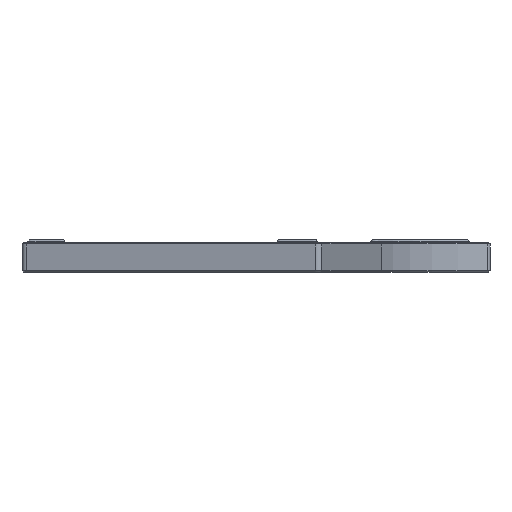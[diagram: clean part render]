
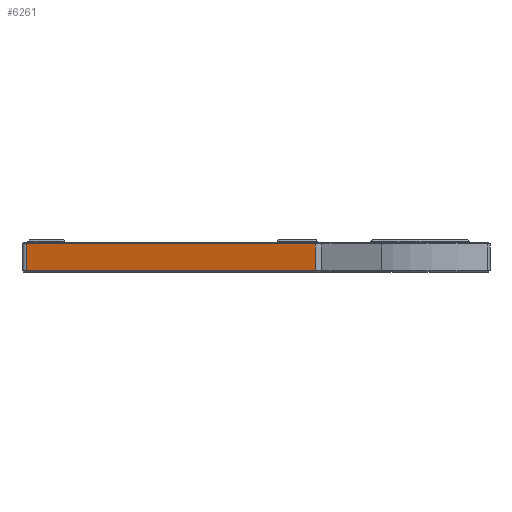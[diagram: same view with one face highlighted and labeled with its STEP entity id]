
A CAD part, left-side view. The second image highlights one B-rep face of the part: STEP entity #6261.
In plain terms, the highlighted planar face has unit normal (-0.966, 0.259, 0).
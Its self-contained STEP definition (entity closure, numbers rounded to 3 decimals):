
#210=PLANE('',#6868);
#465=FACE_OUTER_BOUND('',#892,.T.);
#892=EDGE_LOOP('',(#5136,#5137,#5138,#5139));
#1754=LINE('',#13741,#2253);
#1765=LINE('',#13780,#2264);
#1813=LINE('',#13967,#2312);
#1814=LINE('',#13968,#2313);
#2253=VECTOR('',#8027,10.);
#2264=VECTOR('',#8070,2.);
#2312=VECTOR('',#8250,10.);
#2313=VECTOR('',#8251,10.);
#2887=VERTEX_POINT('',#13731);
#2889=VERTEX_POINT('',#13737);
#2902=VERTEX_POINT('',#13778);
#2975=VERTEX_POINT('',#13966);
#3627=EDGE_CURVE('',#2887,#2889,#1754,.T.);
#3647=EDGE_CURVE('',#2902,#2887,#1765,.T.);
#3743=EDGE_CURVE('',#2975,#2902,#1813,.T.);
#3744=EDGE_CURVE('',#2889,#2975,#1814,.T.);
#5136=ORIENTED_EDGE('',*,*,#3627,.F.);
#5137=ORIENTED_EDGE('',*,*,#3647,.F.);
#5138=ORIENTED_EDGE('',*,*,#3743,.F.);
#5139=ORIENTED_EDGE('',*,*,#3744,.F.);
#6261=ADVANCED_FACE('',(#465),#210,.F.);
#6868=AXIS2_PLACEMENT_3D('',#13965,#8248,#8249);
#8027=DIRECTION('',(-0.259,-0.966,0.));
#8070=DIRECTION('',(0.,0.,1.));
#8248=DIRECTION('center_axis',(0.966,-0.259,0.));
#8249=DIRECTION('ref_axis',(0.259,0.966,0.));
#8250=DIRECTION('',(0.259,0.966,0.));
#8251=DIRECTION('',(0.,0.,-1.));
#13731=CARTESIAN_POINT('',(-146.021,87.461,3.08));
#13737=CARTESIAN_POINT('',(-174.17,-17.602,3.08));
#13741=CARTESIAN_POINT('',(-165.906,13.242,3.08));
#13778=CARTESIAN_POINT('',(-146.021,87.461,-6.7));
#13780=CARTESIAN_POINT('',(-146.021,87.461,-7.2));
#13965=CARTESIAN_POINT('Origin',(-174.687,-19.535,-7.2));
#13966=CARTESIAN_POINT('',(-174.17,-17.602,-6.7));
#13967=CARTESIAN_POINT('',(-165.906,13.242,-6.7));
#13968=CARTESIAN_POINT('',(-174.17,-17.602,-7.2));
